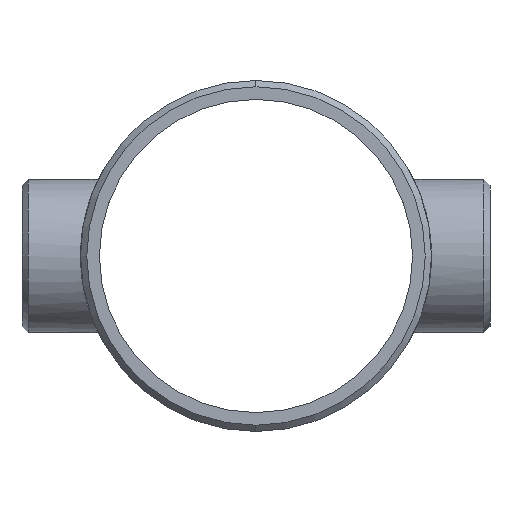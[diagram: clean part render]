
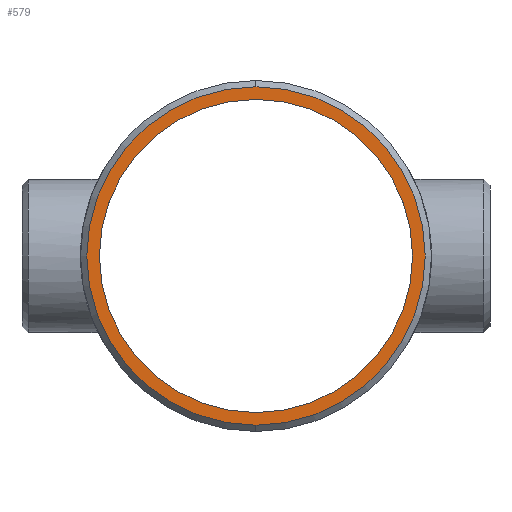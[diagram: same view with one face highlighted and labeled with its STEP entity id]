
A CAD part, left-side view. The second image highlights one B-rep face of the part: STEP entity #579.
In plain terms, the highlighted planar face has unit normal (-1, 0, 0).
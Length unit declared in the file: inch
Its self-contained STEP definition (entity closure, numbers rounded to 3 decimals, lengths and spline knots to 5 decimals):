
#26 = EDGE_LOOP ( 'NONE', ( #360, #1257 ) ) ;
#50 = DIRECTION ( 'NONE',  ( -1., 0., 0. ) ) ;
#69 = CARTESIAN_POINT ( 'NONE',  ( -10., 0., 5.687 ) ) ;
#108 = EDGE_LOOP ( 'NONE', ( #1151, #1276 ) ) ;
#147 = CIRCLE ( 'NONE', #540, 5.687 ) ;
#231 = EDGE_CURVE ( 'NONE', #925, #1064, #147, .T. ) ;
#281 = CARTESIAN_POINT ( 'NONE',  ( -10., 0., 0. ) ) ;
#305 = CARTESIAN_POINT ( 'NONE',  ( -10., 0., 0. ) ) ;
#345 = EDGE_CURVE ( 'NONE', #398, #663, #565, .T. ) ;
#360 = ORIENTED_EDGE ( 'NONE', *, *, #1226, .T. ) ;
#384 = CARTESIAN_POINT ( 'NONE',  ( -10., 0., -6.14567 ) ) ;
#398 = VERTEX_POINT ( 'NONE', #1021 ) ;
#436 = AXIS2_PLACEMENT_3D ( 'NONE', #956, #452, #855 ) ;
#452 = DIRECTION ( 'NONE',  ( -1., 0., 0. ) ) ;
#453 = AXIS2_PLACEMENT_3D ( 'NONE', #549, #50, #532 ) ;
#459 = DIRECTION ( 'NONE',  ( -1., 0., 0. ) ) ;
#532 = DIRECTION ( 'NONE',  ( 0., 0., 1. ) ) ;
#540 = AXIS2_PLACEMENT_3D ( 'NONE', #305, #832, #937 ) ;
#549 = CARTESIAN_POINT ( 'NONE',  ( -10., 0., 0. ) ) ;
#565 = CIRCLE ( 'NONE', #436, 6.14567 ) ;
#577 = DIRECTION ( 'NONE',  ( 1., 0., 0. ) ) ;
#579 = ADVANCED_FACE ( 'NONE', ( #860, #779 ), #763, .T. ) ;
#600 = CIRCLE ( 'NONE', #453, 6.14567 ) ;
#663 = VERTEX_POINT ( 'NONE', #384 ) ;
#686 = CIRCLE ( 'NONE', #880, 5.687 ) ;
#710 = AXIS2_PLACEMENT_3D ( 'NONE', #281, #459, #1174 ) ;
#763 = PLANE ( 'NONE',  #710 ) ;
#779 = FACE_BOUND ( 'NONE', #26, .T. ) ;
#786 = CARTESIAN_POINT ( 'NONE',  ( -10., 0., 0. ) ) ;
#832 = DIRECTION ( 'NONE',  ( 1., 0., 0. ) ) ;
#855 = DIRECTION ( 'NONE',  ( 0., 0., 1. ) ) ;
#860 = FACE_OUTER_BOUND ( 'NONE', #108, .T. ) ;
#868 = EDGE_CURVE ( 'NONE', #663, #398, #600, .T. ) ;
#880 = AXIS2_PLACEMENT_3D ( 'NONE', #786, #577, #1201 ) ;
#925 = VERTEX_POINT ( 'NONE', #997 ) ;
#937 = DIRECTION ( 'NONE',  ( 0., 0., 1. ) ) ;
#956 = CARTESIAN_POINT ( 'NONE',  ( -10., 0., 0. ) ) ;
#997 = CARTESIAN_POINT ( 'NONE',  ( -10., 0., -5.687 ) ) ;
#1021 = CARTESIAN_POINT ( 'NONE',  ( -10., 0., 6.14567 ) ) ;
#1064 = VERTEX_POINT ( 'NONE', #69 ) ;
#1151 = ORIENTED_EDGE ( 'NONE', *, *, #868, .T. ) ;
#1174 = DIRECTION ( 'NONE',  ( 0., 0., -1. ) ) ;
#1201 = DIRECTION ( 'NONE',  ( 0., 0., 1. ) ) ;
#1226 = EDGE_CURVE ( 'NONE', #1064, #925, #686, .T. ) ;
#1257 = ORIENTED_EDGE ( 'NONE', *, *, #231, .T. ) ;
#1276 = ORIENTED_EDGE ( 'NONE', *, *, #345, .T. ) ;
